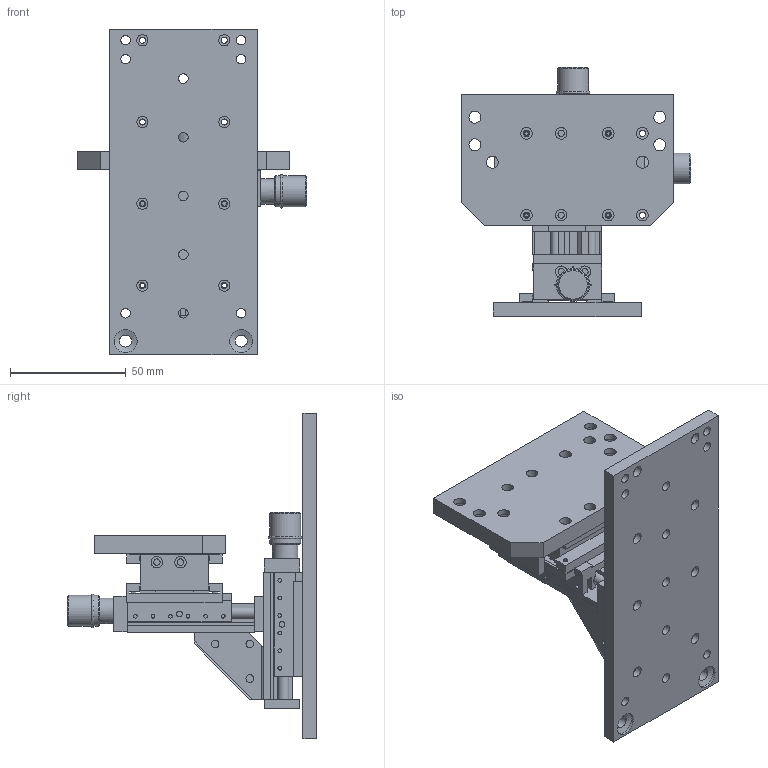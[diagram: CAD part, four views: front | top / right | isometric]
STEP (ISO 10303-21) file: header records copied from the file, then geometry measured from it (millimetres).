
FILE_DESCRIPTION(/* description */ ('Unknown','CAx-IF Rec.Pracs.---Representation and Presentation of Product Manufacturing Information (PMI)---4.0---2014-10-13','CAx-IF Rec.Pracs.---3D Tessellated Geometry---0.4---2014-09-14','2;1'),/* implementation_level */ '2;1');
FILE_NAME(/* name */ '503964_990211_Kreuzsupport_Hub10',/* time_stamp */ '2022-11-23T11:03:20+01:00',/* author */ ('Unknown'),/* organization */ ('Unknown'),/* preprocessor_version */ 'ST-DEVELOPER v16.7',/* originating_system */ 'Solid Edge',/* authorisation */ 'Unknown');
FILE_SCHEMA (('AP242_MANAGED_MODEL_BASED_3D_ENGINEERING_MIM_LF { 1 0 10303 442 1 1 4 }'));
Length unit declared in the file: millimetre
Products named in the file (7): 503964_990211_Kreuzsupport_Hub10; 910084-200_Z84-2_Z-Achsen-Basis; 1006646_ domiLINE 30; Befestigungssatz B 30 Gewinde; X-Y Verbindung dL30; 316264_ X-Z Verbindung dL30; 560970-V3_S00495_R0_Platte
Assembly tree (9 placements, depth 2):
  503964_990211_Kreuzsupport_Hub10
    910084-200_Z84-2_Z-Achsen-Basis
    1006646_ domiLINE 30  x3
    Befestigungssatz B 30 Gewinde  x2
    X-Y Verbindung dL30
    316264_ X-Z Verbindung dL30
    560970-V3_S00495_R0_Platte
Bounding box: 99.5 x 108 x 141 mm (x, y, z)
Volume: 184746 mm3; surface area: 100499.7 mm2
Topology: 12 solids, 15 shells, 713 faces, 1760 edges, 1161 vertices
Faces by surface type: plane 522, cylinder 168, cone 16, torus 7
Full cylindrical faces by diameter (mm): 1.6 x18, 2.05 x8, 2.1 x4, 2.5 x7, 2.6 x8, 2.7 x8, 2.8 x16, 3 x3, 3.3 x3, 4 x6, 4.134 x11, 4.5 x7, 4.8 x12, 5 x20, 5.2 x8, 10 x8, 11 x3, 13.4 x6
Entity records: 13188 total; most frequent: DIRECTION 1982, CARTESIAN_POINT 1935, ORIENTED_EDGE 1722, EDGE_CURVE 861, EDGE_LOOP 718, FACE_BOUND 718, AXIS2_PLACEMENT_3D 684, VERTEX_POINT 637
